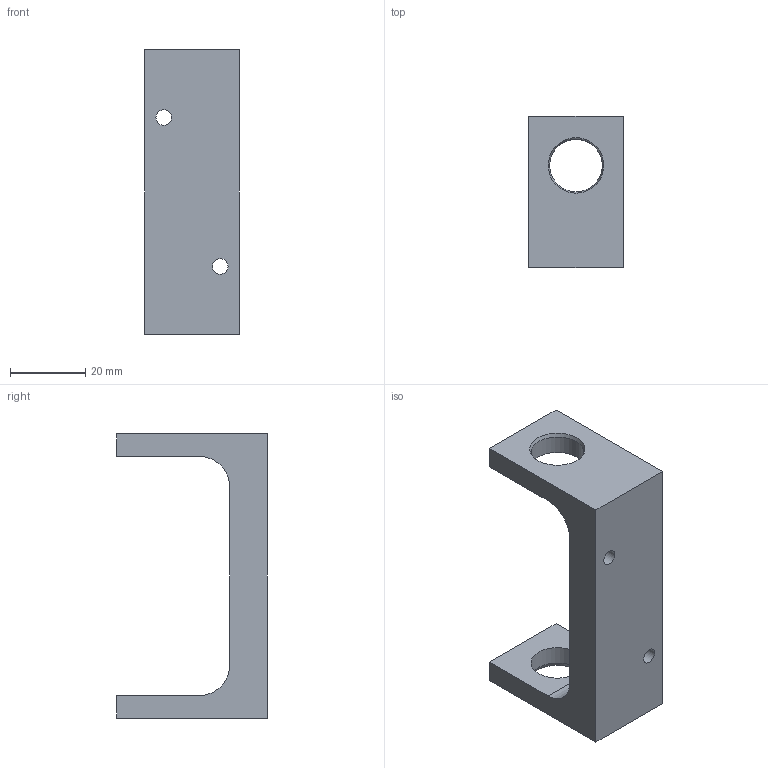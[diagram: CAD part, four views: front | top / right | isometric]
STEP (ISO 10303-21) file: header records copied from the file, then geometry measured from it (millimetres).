
FILE_DESCRIPTION(/* description */ ('Wippenlager'),/* implementation_level */ '2;1');
FILE_NAME(/* name */ 'JR 810664.ipt_.step',/* time_stamp */ '2024-09-20T15:13:29+02:00',/* author */ ('DIHO'),/* organization */ (''),/* preprocessor_version */ 'ST-DEVELOPER v18.1',/* originating_system */ 'Autodesk Inventor 2022',/* authorisation */ '');
FILE_SCHEMA (('AUTOMOTIVE_DESIGN { 1 0 10303 214 3 1 1 }'));
Length unit declared in the file: millimetre
Products named in the file (1): JR 810664
Bounding box: 25 x 40 x 75.5 mm (x, y, z)
Volume: 26429.7 mm3; surface area: 9481.6 mm2
Topology: 1 solids, 1 shells, 18 faces, 47 edges, 31 vertices
Faces by surface type: plane 10, cylinder 6, cone 2
Full cylindrical faces by diameter (mm): 4.134 x2, 14 x2
Entity records: 617 total; most frequent: DIRECTION 100, CARTESIAN_POINT 97, ORIENTED_EDGE 94, EDGE_CURVE 47, AXIS2_PLACEMENT_3D 34, LINE 32, VECTOR 32, VERTEX_POINT 31
